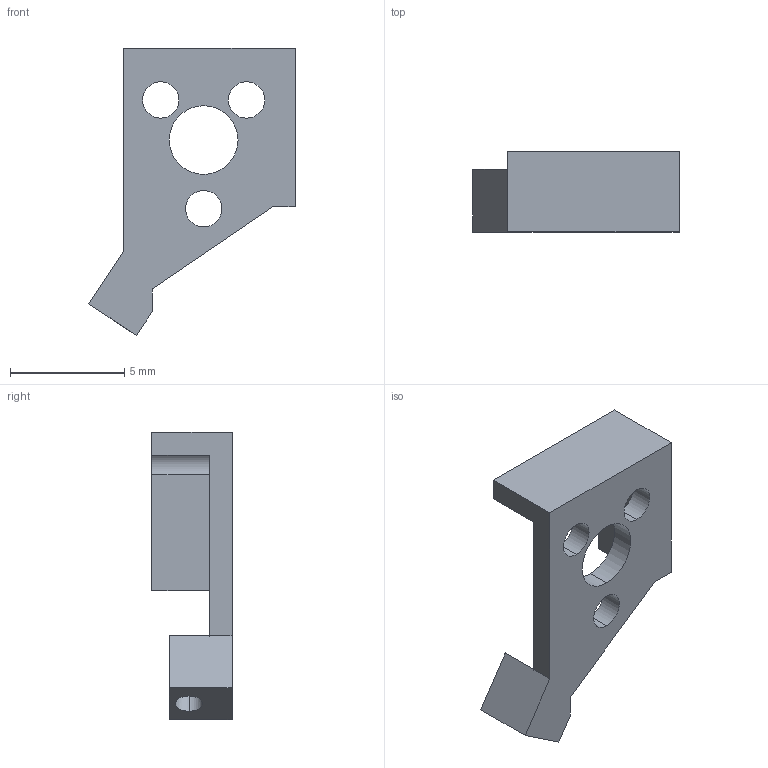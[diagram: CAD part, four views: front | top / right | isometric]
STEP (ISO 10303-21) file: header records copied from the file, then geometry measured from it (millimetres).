
FILE_DESCRIPTION (( 'STEP AP203' ), '1' );
FILE_NAME ('MS_Baseplatev3.STEP', '2016-12-17T06:29:57', ( '' ), ( '' ), 'SwSTEP 2.0', 'SolidWorks 2012', '' );
FILE_SCHEMA (( 'CONFIG_CONTROL_DESIGN' ));
Length unit declared in the file: millimetre
Products named in the file (1): MS_Baseplatev3
Bounding box: 9.02 x 3.5 x 12.54 mm (x, y, z)
Volume: 96.6 mm3; surface area: 271.9 mm2
Topology: 1 solids, 1 shells, 29 faces, 81 edges, 53 vertices
Faces by surface type: plane 17, cylinder 12
Entity records: 1030 total; most frequent: CARTESIAN_POINT 176, ORIENTED_EDGE 162, DIRECTION 159, EDGE_CURVE 81, VECTOR 55, LINE 55, VERTEX_POINT 53, AXIS2_PLACEMENT_3D 52
